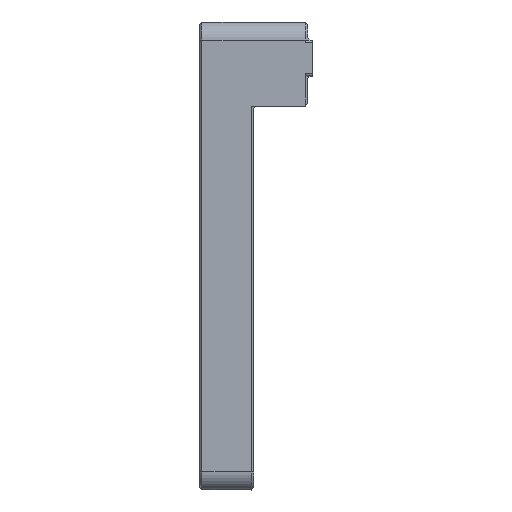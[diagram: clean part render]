
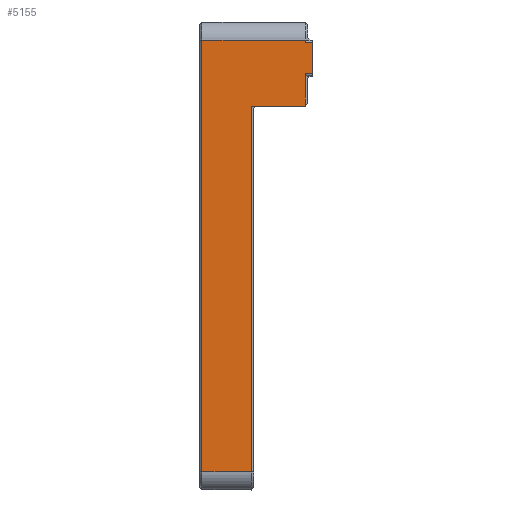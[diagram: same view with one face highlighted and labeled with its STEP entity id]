
A CAD part, front view. The second image highlights one B-rep face of the part: STEP entity #5155.
In plain terms, the highlighted planar face has unit normal (0, -1, 0).
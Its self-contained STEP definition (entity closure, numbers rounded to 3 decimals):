
#543=FACE_OUTER_BOUND('',#860,.T.);
#860=EDGE_LOOP('',(#3840,#3841,#3842,#3843,#3844,#3845,#3846,#3847,#3848,
#3849));
#1075=LINE('',#7479,#1595);
#1085=LINE('',#7518,#1605);
#1210=LINE('',#8083,#1730);
#1264=LINE('',#8218,#1784);
#1265=LINE('',#8221,#1785);
#1266=LINE('',#8223,#1786);
#1267=LINE('',#8225,#1787);
#1268=LINE('',#8227,#1788);
#1269=LINE('',#8229,#1789);
#1270=LINE('',#8230,#1790);
#1595=VECTOR('',#5915,10.);
#1605=VECTOR('',#5951,10.);
#1730=VECTOR('',#6296,10.);
#1784=VECTOR('',#6446,10.);
#1785=VECTOR('',#6451,10.);
#1786=VECTOR('',#6452,10.);
#1787=VECTOR('',#6453,10.);
#1788=VECTOR('',#6454,10.);
#1789=VECTOR('',#6455,10.);
#1790=VECTOR('',#6456,10.);
#2117=VERTEX_POINT('',#7461);
#2123=VERTEX_POINT('',#7477);
#2138=VERTEX_POINT('',#7514);
#2139=VERTEX_POINT('',#7516);
#2245=VERTEX_POINT('',#8080);
#2278=VERTEX_POINT('',#8217);
#2279=VERTEX_POINT('',#8222);
#2280=VERTEX_POINT('',#8224);
#2281=VERTEX_POINT('',#8226);
#2282=VERTEX_POINT('',#8228);
#2580=EDGE_CURVE('',#2117,#2123,#1075,.T.);
#2598=EDGE_CURVE('',#2139,#2138,#1085,.T.);
#2777=EDGE_CURVE('',#2138,#2245,#1210,.T.);
#2844=EDGE_CURVE('',#2245,#2278,#1264,.T.);
#2846=EDGE_CURVE('',#2117,#2139,#1265,.T.);
#2847=EDGE_CURVE('',#2279,#2123,#1266,.T.);
#2848=EDGE_CURVE('',#2280,#2279,#1267,.T.);
#2849=EDGE_CURVE('',#2281,#2280,#1268,.T.);
#2850=EDGE_CURVE('',#2281,#2282,#1269,.T.);
#2851=EDGE_CURVE('',#2278,#2282,#1270,.T.);
#3840=ORIENTED_EDGE('',*,*,#2844,.F.);
#3841=ORIENTED_EDGE('',*,*,#2777,.F.);
#3842=ORIENTED_EDGE('',*,*,#2598,.F.);
#3843=ORIENTED_EDGE('',*,*,#2846,.F.);
#3844=ORIENTED_EDGE('',*,*,#2580,.T.);
#3845=ORIENTED_EDGE('',*,*,#2847,.F.);
#3846=ORIENTED_EDGE('',*,*,#2848,.F.);
#3847=ORIENTED_EDGE('',*,*,#2849,.F.);
#3848=ORIENTED_EDGE('',*,*,#2850,.T.);
#3849=ORIENTED_EDGE('',*,*,#2851,.F.);
#4937=PLANE('',#5558);
#5155=ADVANCED_FACE('',(#543),#4937,.T.);
#5558=AXIS2_PLACEMENT_3D('',#8220,#6449,#6450);
#5915=DIRECTION('',(0.,0.,1.));
#5951=DIRECTION('',(0.,0.,-1.));
#6296=DIRECTION('',(-1.,0.,0.));
#6446=DIRECTION('',(0.,0.,1.));
#6449=DIRECTION('center_axis',(0.,-1.,0.));
#6450=DIRECTION('ref_axis',(1.,0.,0.));
#6451=DIRECTION('',(1.,0.,0.));
#6452=DIRECTION('',(1.,0.,0.));
#6453=DIRECTION('',(0.,0.,-1.));
#6454=DIRECTION('',(1.,0.,0.));
#6455=DIRECTION('',(0.,0.,-1.));
#6456=DIRECTION('',(1.,0.,0.));
#7461=CARTESIAN_POINT('',(-55.393,-30.,8.6));
#7477=CARTESIAN_POINT('',(-55.393,-30.,17.6));
#7479=CARTESIAN_POINT('',(-55.393,-30.,12.5));
#7514=CARTESIAN_POINT('',(5.514,-30.,0.4));
#7516=CARTESIAN_POINT('',(5.514,-30.,8.6));
#7518=CARTESIAN_POINT('',(5.514,-30.,0.));
#8080=CARTESIAN_POINT('',(-66.393,-30.,0.4));
#8083=CARTESIAN_POINT('',(-3.873,-30.,0.4));
#8217=CARTESIAN_POINT('',(-66.393,-30.,17.6));
#8218=CARTESIAN_POINT('',(-66.393,-30.,7.));
#8220=CARTESIAN_POINT('Origin',(-5.486,-30.,0.));
#8221=CARTESIAN_POINT('',(-15.406,-30.,8.6));
#8222=CARTESIAN_POINT('',(-60.793,-30.,17.6));
#8223=CARTESIAN_POINT('',(-3.873,-30.,17.6));
#8224=CARTESIAN_POINT('',(-60.793,-30.,18.8));
#8225=CARTESIAN_POINT('',(-60.793,-30.,7.));
#8226=CARTESIAN_POINT('',(-65.993,-30.,18.8));
#8227=CARTESIAN_POINT('',(-65.618,-30.,18.8));
#8228=CARTESIAN_POINT('',(-65.993,-30.,17.6));
#8229=CARTESIAN_POINT('',(-65.993,-30.,7.));
#8230=CARTESIAN_POINT('',(-3.873,-30.,17.6));
